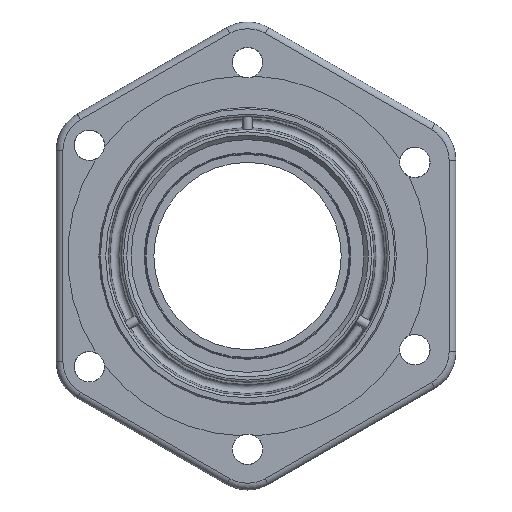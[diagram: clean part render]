
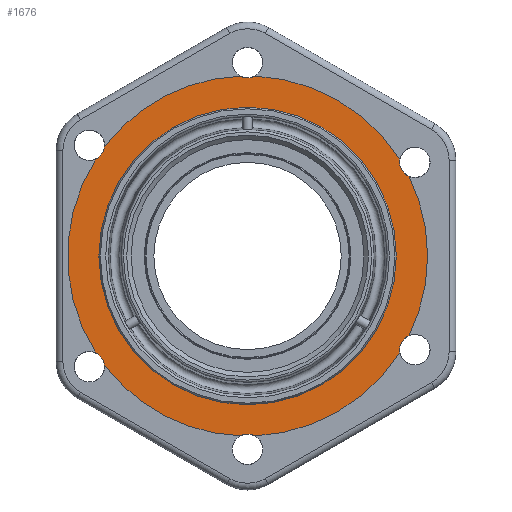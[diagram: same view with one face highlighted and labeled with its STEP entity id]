
A CAD part, left-side view. The second image highlights one B-rep face of the part: STEP entity #1676.
In plain terms, the highlighted face is planar.
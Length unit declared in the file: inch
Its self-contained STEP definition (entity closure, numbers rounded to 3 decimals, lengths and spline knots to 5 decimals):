
#68=FACE_BOUND('',#214,.T.);
#85=PLANE('',#1833);
#119=FACE_OUTER_BOUND('',#213,.T.);
#213=EDGE_LOOP('',(#1150,#1151,#1152,#1153,#1154,#1155,#1156,#1157,#1158,
#1159,#1160,#1161,#1162));
#214=EDGE_LOOP('',(#1163,#1164));
#307=CIRCLE('',#1792,2.4025);
#309=CIRCLE('',#1795,2.4025);
#312=CIRCLE('',#1799,2.4025);
#314=CIRCLE('',#1802,2.4025);
#316=CIRCLE('',#1805,2.4025);
#317=CIRCLE('',#1807,2.4025);
#332=CIRCLE('',#1829,1.985);
#335=CIRCLE('',#1832,1.985);
#336=CIRCLE('',#1834,0.203);
#337=CIRCLE('',#1835,0.203);
#338=CIRCLE('',#1836,0.203);
#339=CIRCLE('',#1837,0.203);
#340=CIRCLE('',#1838,0.203);
#341=CIRCLE('',#1839,0.203);
#342=CIRCLE('',#1840,0.203);
#642=VERTEX_POINT('',#2652);
#644=VERTEX_POINT('',#2655);
#646=VERTEX_POINT('',#2661);
#648=VERTEX_POINT('',#2664);
#651=VERTEX_POINT('',#2671);
#653=VERTEX_POINT('',#2675);
#655=VERTEX_POINT('',#2680);
#657=VERTEX_POINT('',#2684);
#659=VERTEX_POINT('',#2689);
#661=VERTEX_POINT('',#2693);
#662=VERTEX_POINT('',#2697);
#664=VERTEX_POINT('',#2700);
#679=VERTEX_POINT('',#2742);
#680=VERTEX_POINT('',#2743);
#683=VERTEX_POINT('',#2756);
#823=EDGE_CURVE('',#644,#642,#307,.T.);
#827=EDGE_CURVE('',#648,#646,#309,.T.);
#833=EDGE_CURVE('',#651,#653,#312,.T.);
#837=EDGE_CURVE('',#655,#657,#314,.T.);
#841=EDGE_CURVE('',#659,#661,#316,.T.);
#843=EDGE_CURVE('',#664,#662,#317,.T.);
#863=EDGE_CURVE('',#679,#680,#332,.T.);
#867=EDGE_CURVE('',#680,#679,#335,.T.);
#868=EDGE_CURVE('',#659,#662,#336,.T.);
#869=EDGE_CURVE('',#655,#661,#337,.T.);
#870=EDGE_CURVE('',#651,#657,#338,.T.);
#871=EDGE_CURVE('',#648,#653,#339,.T.);
#872=EDGE_CURVE('',#683,#646,#340,.T.);
#873=EDGE_CURVE('',#644,#683,#341,.T.);
#874=EDGE_CURVE('',#664,#642,#342,.T.);
#1150=ORIENTED_EDGE('',*,*,#868,.F.);
#1151=ORIENTED_EDGE('',*,*,#841,.T.);
#1152=ORIENTED_EDGE('',*,*,#869,.F.);
#1153=ORIENTED_EDGE('',*,*,#837,.T.);
#1154=ORIENTED_EDGE('',*,*,#870,.F.);
#1155=ORIENTED_EDGE('',*,*,#833,.T.);
#1156=ORIENTED_EDGE('',*,*,#871,.F.);
#1157=ORIENTED_EDGE('',*,*,#827,.T.);
#1158=ORIENTED_EDGE('',*,*,#872,.F.);
#1159=ORIENTED_EDGE('',*,*,#873,.F.);
#1160=ORIENTED_EDGE('',*,*,#823,.T.);
#1161=ORIENTED_EDGE('',*,*,#874,.F.);
#1162=ORIENTED_EDGE('',*,*,#843,.T.);
#1163=ORIENTED_EDGE('',*,*,#863,.F.);
#1164=ORIENTED_EDGE('',*,*,#867,.F.);
#1676=ADVANCED_FACE('',(#119,#68),#85,.F.);
#1792=AXIS2_PLACEMENT_3D('',#2656,#2054,#2055);
#1795=AXIS2_PLACEMENT_3D('',#2665,#2062,#2063);
#1799=AXIS2_PLACEMENT_3D('',#2677,#2073,#2074);
#1802=AXIS2_PLACEMENT_3D('',#2686,#2081,#2082);
#1805=AXIS2_PLACEMENT_3D('',#2695,#2089,#2090);
#1807=AXIS2_PLACEMENT_3D('',#2701,#2094,#2095);
#1829=AXIS2_PLACEMENT_3D('',#2744,#2143,#2144);
#1832=AXIS2_PLACEMENT_3D('',#2750,#2150,#2151);
#1833=AXIS2_PLACEMENT_3D('',#2751,#2152,#2153);
#1834=AXIS2_PLACEMENT_3D('',#2752,#2154,#2155);
#1835=AXIS2_PLACEMENT_3D('',#2753,#2156,#2157);
#1836=AXIS2_PLACEMENT_3D('',#2754,#2158,#2159);
#1837=AXIS2_PLACEMENT_3D('',#2755,#2160,#2161);
#1838=AXIS2_PLACEMENT_3D('',#2757,#2162,#2163);
#1839=AXIS2_PLACEMENT_3D('',#2758,#2164,#2165);
#1840=AXIS2_PLACEMENT_3D('',#2759,#2166,#2167);
#2054=DIRECTION('center_axis',(0.,0.,
-1.));
#2055=DIRECTION('ref_axis',(-1.,0.,0.));
#2062=DIRECTION('center_axis',(0.,0.,
-1.));
#2063=DIRECTION('ref_axis',(-1.,0.,0.));
#2073=DIRECTION('center_axis',(0.,0.,
-1.));
#2074=DIRECTION('ref_axis',(-1.,0.,0.));
#2081=DIRECTION('center_axis',(0.,0.,
-1.));
#2082=DIRECTION('ref_axis',(-1.,0.,0.));
#2089=DIRECTION('center_axis',(0.,0.,
-1.));
#2090=DIRECTION('ref_axis',(-1.,0.,0.));
#2094=DIRECTION('center_axis',(0.,0.,
-1.));
#2095=DIRECTION('ref_axis',(-1.,0.,0.));
#2143=DIRECTION('center_axis',(0.,0.,
-1.));
#2144=DIRECTION('ref_axis',(-1.,0.,0.));
#2150=DIRECTION('center_axis',(0.,0.,
-1.));
#2151=DIRECTION('ref_axis',(-1.,0.,0.));
#2152=DIRECTION('center_axis',(0.,0.,
1.));
#2153=DIRECTION('ref_axis',(1.,0.,0.));
#2154=DIRECTION('center_axis',(0.,0.,
-1.));
#2155=DIRECTION('ref_axis',(-1.,0.,0.));
#2156=DIRECTION('center_axis',(0.,0.,
-1.));
#2157=DIRECTION('ref_axis',(-1.,0.,0.));
#2158=DIRECTION('center_axis',(0.,0.,
-1.));
#2159=DIRECTION('ref_axis',(-1.,0.,0.));
#2160=DIRECTION('center_axis',(0.,0.,
-1.));
#2161=DIRECTION('ref_axis',(-1.,0.,0.));
#2162=DIRECTION('center_axis',(0.,0.,
-1.));
#2163=DIRECTION('ref_axis',(-1.,0.,0.));
#2164=DIRECTION('center_axis',(0.,0.,
-1.));
#2165=DIRECTION('ref_axis',(-1.,0.,0.));
#2166=DIRECTION('center_axis',(0.,0.,
-1.));
#2167=DIRECTION('ref_axis',(-1.,0.,0.));
#2652=CARTESIAN_POINT('',(-1.45728,1.91006,0.025));
#2655=CARTESIAN_POINT('',(-2.40062,0.09504,0.025));
#2656=CARTESIAN_POINT('Origin',(0.,0.,
0.025));
#2661=CARTESIAN_POINT('',(-2.40062,-0.09504,0.025));
#2664=CARTESIAN_POINT('',(-1.28115,-2.0324,0.025));
#2665=CARTESIAN_POINT('Origin',(0.,0.,
0.025));
#2671=CARTESIAN_POINT('',(1.06272,-2.15468,0.025));
#2675=CARTESIAN_POINT('',(-1.06272,-2.15468,0.025));
#2677=CARTESIAN_POINT('Origin',(0.,0.,
0.025));
#2680=CARTESIAN_POINT('',(2.40062,-0.09504,0.025));
#2684=CARTESIAN_POINT('',(1.28115,-2.0324,0.025));
#2686=CARTESIAN_POINT('Origin',(0.,0.,
0.025));
#2689=CARTESIAN_POINT('',(1.45728,1.91006,0.025));
#2693=CARTESIAN_POINT('',(2.40062,0.09504,0.025));
#2695=CARTESIAN_POINT('Origin',(0.,0.,
0.025));
#2697=CARTESIAN_POINT('',(1.29537,2.02337,0.025));
#2700=CARTESIAN_POINT('',(-1.29537,2.02337,0.025));
#2701=CARTESIAN_POINT('Origin',(0.,0.,
0.025));
#2742=CARTESIAN_POINT('',(0.,1.985,0.025));
#2743=CARTESIAN_POINT('',(0.,-1.985,0.025));
#2744=CARTESIAN_POINT('Origin',(0.,0.,
0.025));
#2750=CARTESIAN_POINT('Origin',(0.,0.,
0.025));
#2751=CARTESIAN_POINT('Origin',(0.,2.4025,0.025));
#2752=CARTESIAN_POINT('Origin',(1.478,2.112,0.025));
#2753=CARTESIAN_POINT('Origin',(2.58,0.,0.025));
#2754=CARTESIAN_POINT('Origin',(1.25,-2.233,0.025));
#2755=CARTESIAN_POINT('Origin',(-1.25,-2.233,0.025));
#2756=CARTESIAN_POINT('',(-2.377,0.,0.025));
#2757=CARTESIAN_POINT('Origin',(-2.58,0.,0.025));
#2758=CARTESIAN_POINT('Origin',(-2.58,0.,0.025));
#2759=CARTESIAN_POINT('Origin',(-1.478,2.112,0.025));
